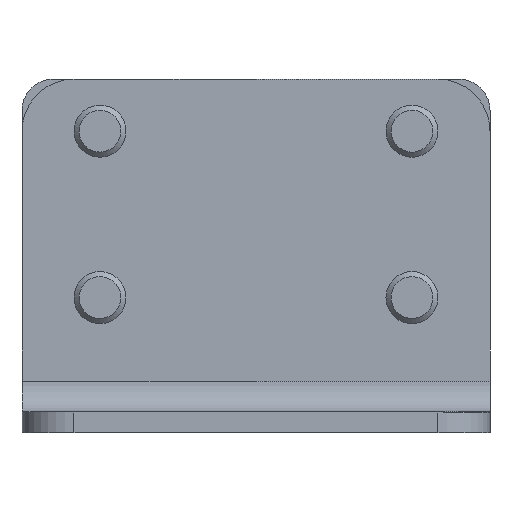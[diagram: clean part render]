
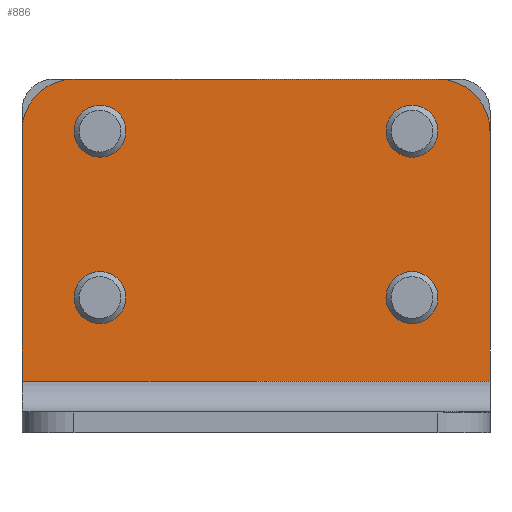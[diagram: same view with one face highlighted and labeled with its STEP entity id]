
A CAD part, left-side view. The second image highlights one B-rep face of the part: STEP entity #886.
In plain terms, the highlighted face is planar.
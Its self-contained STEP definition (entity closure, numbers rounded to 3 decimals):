
#69=FACE_BOUND('',#188,.T.);
#70=FACE_BOUND('',#189,.T.);
#71=FACE_BOUND('',#190,.T.);
#72=FACE_BOUND('',#191,.T.);
#90=PLANE('',#1044);
#129=FACE_OUTER_BOUND('',#187,.T.);
#187=EDGE_LOOP('',(#709,#710,#711,#712,#713,#714));
#188=EDGE_LOOP('',(#715));
#189=EDGE_LOOP('',(#716));
#190=EDGE_LOOP('',(#717));
#191=EDGE_LOOP('',(#718));
#246=LINE('',#1466,#314);
#252=LINE('',#1482,#320);
#254=LINE('',#1487,#322);
#257=LINE('',#1495,#325);
#314=VECTOR('',#1189,10.);
#320=VECTOR('',#1205,10.);
#322=VECTOR('',#1211,10.);
#325=VECTOR('',#1224,10.);
#364=CIRCLE('',#1004,2.067);
#366=CIRCLE('',#1007,2.067);
#368=CIRCLE('',#1010,2.067);
#370=CIRCLE('',#1013,2.067);
#377=CIRCLE('',#1026,5.);
#379=CIRCLE('',#1031,5.);
#409=VERTEX_POINT('',#1396);
#411=VERTEX_POINT('',#1402);
#413=VERTEX_POINT('',#1408);
#415=VERTEX_POINT('',#1414);
#431=VERTEX_POINT('',#1456);
#432=VERTEX_POINT('',#1458);
#434=VERTEX_POINT('',#1464);
#438=VERTEX_POINT('',#1476);
#439=VERTEX_POINT('',#1480);
#440=VERTEX_POINT('',#1485);
#489=EDGE_CURVE('',#409,#409,#364,.T.);
#492=EDGE_CURVE('',#411,#411,#366,.T.);
#495=EDGE_CURVE('',#413,#413,#368,.T.);
#498=EDGE_CURVE('',#415,#415,#370,.T.);
#519=EDGE_CURVE('',#431,#432,#377,.T.);
#523=EDGE_CURVE('',#434,#431,#246,.T.);
#529=EDGE_CURVE('',#438,#434,#379,.T.);
#531=EDGE_CURVE('',#438,#439,#252,.T.);
#534=EDGE_CURVE('',#440,#439,#254,.T.);
#539=EDGE_CURVE('',#432,#440,#257,.T.);
#709=ORIENTED_EDGE('',*,*,#519,.F.);
#710=ORIENTED_EDGE('',*,*,#523,.F.);
#711=ORIENTED_EDGE('',*,*,#529,.F.);
#712=ORIENTED_EDGE('',*,*,#531,.T.);
#713=ORIENTED_EDGE('',*,*,#534,.F.);
#714=ORIENTED_EDGE('',*,*,#539,.F.);
#715=ORIENTED_EDGE('',*,*,#489,.T.);
#716=ORIENTED_EDGE('',*,*,#492,.T.);
#717=ORIENTED_EDGE('',*,*,#495,.T.);
#718=ORIENTED_EDGE('',*,*,#498,.T.);
#886=ADVANCED_FACE('',(#129,#69,#70,#71,#72),#90,.T.);
#1004=AXIS2_PLACEMENT_3D('',#1397,#1121,#1122);
#1007=AXIS2_PLACEMENT_3D('',#1403,#1128,#1129);
#1010=AXIS2_PLACEMENT_3D('',#1409,#1135,#1136);
#1013=AXIS2_PLACEMENT_3D('',#1415,#1142,#1143);
#1026=AXIS2_PLACEMENT_3D('',#1459,#1182,#1183);
#1031=AXIS2_PLACEMENT_3D('',#1478,#1200,#1201);
#1044=AXIS2_PLACEMENT_3D('',#1500,#1233,#1234);
#1121=DIRECTION('center_axis',(-1.,0.,0.));
#1122=DIRECTION('ref_axis',(0.,0.,-1.));
#1128=DIRECTION('center_axis',(-1.,0.,0.));
#1129=DIRECTION('ref_axis',(0.,0.,-1.));
#1135=DIRECTION('center_axis',(-1.,0.,0.));
#1136=DIRECTION('ref_axis',(0.,0.,-1.));
#1142=DIRECTION('center_axis',(-1.,0.,0.));
#1143=DIRECTION('ref_axis',(0.,0.,-1.));
#1182=DIRECTION('center_axis',(-1.,0.,0.));
#1183=DIRECTION('ref_axis',(0.,0.707,0.707));
#1189=DIRECTION('',(0.,1.,0.));
#1200=DIRECTION('center_axis',(-1.,0.,0.));
#1201=DIRECTION('ref_axis',(0.,-0.707,0.707));
#1205=DIRECTION('',(0.,0.,-1.));
#1211=DIRECTION('',(0.,-1.,0.));
#1224=DIRECTION('',(0.,0.,-1.));
#1233=DIRECTION('center_axis',(1.,0.,0.));
#1234=DIRECTION('ref_axis',(0.,0.,-1.));
#1396=CARTESIAN_POINT('',(2.,15.,15.067));
#1397=CARTESIAN_POINT('Origin',(2.,15.,13.));
#1402=CARTESIAN_POINT('',(2.,-15.,31.067));
#1403=CARTESIAN_POINT('Origin',(2.,-15.,29.));
#1408=CARTESIAN_POINT('',(2.,15.,31.067));
#1409=CARTESIAN_POINT('Origin',(2.,15.,29.));
#1414=CARTESIAN_POINT('',(2.,-15.,15.067));
#1415=CARTESIAN_POINT('Origin',(2.,-15.,13.));
#1456=CARTESIAN_POINT('',(2.,17.5,34.));
#1458=CARTESIAN_POINT('',(2.,22.5,29.));
#1459=CARTESIAN_POINT('Origin',(2.,17.5,29.));
#1464=CARTESIAN_POINT('',(2.,-17.5,34.));
#1466=CARTESIAN_POINT('',(2.,-22.5,34.));
#1476=CARTESIAN_POINT('',(2.,-22.5,29.));
#1478=CARTESIAN_POINT('Origin',(2.,-17.5,29.));
#1480=CARTESIAN_POINT('',(2.,-22.5,4.97));
#1482=CARTESIAN_POINT('',(2.,-22.5,34.));
#1485=CARTESIAN_POINT('',(2.,22.5,4.97));
#1487=CARTESIAN_POINT('',(2.,0.,4.97));
#1495=CARTESIAN_POINT('',(2.,22.5,34.));
#1500=CARTESIAN_POINT('Origin',(2.,0.,5.446));
